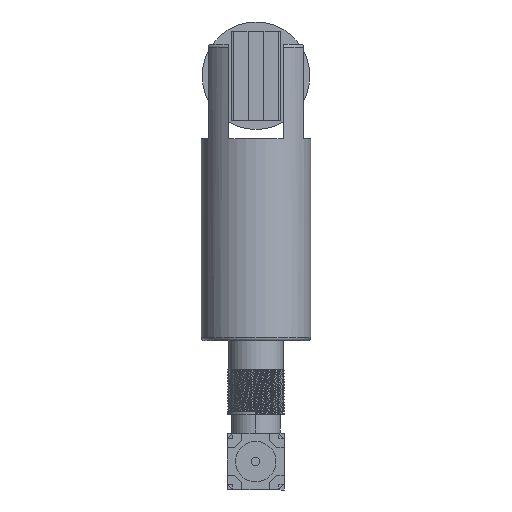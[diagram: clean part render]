
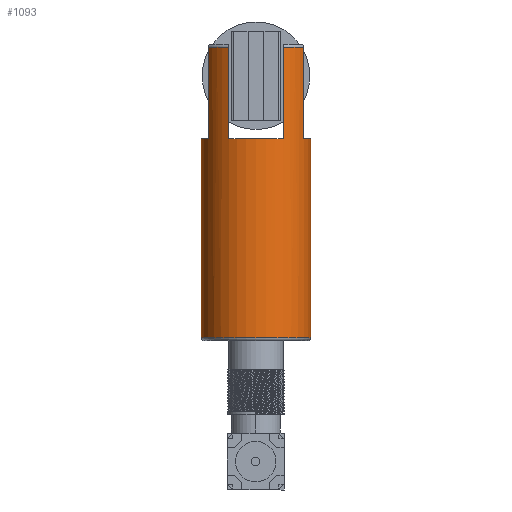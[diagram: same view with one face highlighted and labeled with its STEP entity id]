
A CAD part, front view. The second image highlights one B-rep face of the part: STEP entity #1093.
In plain terms, the highlighted cylindrical face has radius 6.096 mm (diameter 12.192 mm), a partial arc.
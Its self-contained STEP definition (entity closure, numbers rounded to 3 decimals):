
#2 = AXIS2_PLACEMENT_3D ( 'NONE', #3822, #7390, #5646 ) ;
#155 = CARTESIAN_POINT ( 'NONE',  ( 0., 0., 22.37 ) ) ;
#167 = CARTESIAN_POINT ( 'NONE',  ( -6.096, 0., 0.35 ) ) ;
#168 = CYLINDRICAL_SURFACE ( 'NONE', #5554, 6.096 ) ;
#186 = VERTEX_POINT ( 'NONE', #3242 ) ;
#273 = DIRECTION ( 'NONE',  ( 0., 0., -1. ) ) ;
#391 = DIRECTION ( 'NONE',  ( 0., 0., 1. ) ) ;
#406 = EDGE_CURVE ( 'NONE', #4179, #1439, #4192, .T. ) ;
#450 = ORIENTED_EDGE ( 'NONE', *, *, #1532, .T. ) ;
#508 = EDGE_CURVE ( 'NONE', #4489, #6538, #3192, .T. ) ;
#626 = ORIENTED_EDGE ( 'NONE', *, *, #4295, .T. ) ;
#790 = ORIENTED_EDGE ( 'NONE', *, *, #7536, .F. ) ;
#875 = VECTOR ( 'NONE', #5403, 1000. ) ;
#890 = DIRECTION ( 'NONE',  ( 0., 0., -1. ) ) ;
#930 = AXIS2_PLACEMENT_3D ( 'NONE', #6235, #391, #3261 ) ;
#962 = CARTESIAN_POINT ( 'NONE',  ( -3.045, -5.281, 22.37 ) ) ;
#1093 = ADVANCED_FACE ( 'NONE', ( #5468 ), #168, .T. ) ;
#1134 = ORIENTED_EDGE ( 'NONE', *, *, #406, .T. ) ;
#1288 = CARTESIAN_POINT ( 'NONE',  ( 5.31, -2.994, 0. ) ) ;
#1294 = EDGE_CURVE ( 'NONE', #6141, #6942, #5918, .T. ) ;
#1356 = VECTOR ( 'NONE', #890, 1000. ) ;
#1386 = LINE ( 'NONE', #4957, #3346 ) ;
#1439 = VERTEX_POINT ( 'NONE', #1952 ) ;
#1483 = LINE ( 'NONE', #2711, #3628 ) ;
#1486 = CARTESIAN_POINT ( 'NONE',  ( 0., 0., 22.37 ) ) ;
#1532 = EDGE_CURVE ( 'NONE', #6942, #4708, #1483, .T. ) ;
#1568 = AXIS2_PLACEMENT_3D ( 'NONE', #1671, #1637, #3973 ) ;
#1580 = ORIENTED_EDGE ( 'NONE', *, *, #2644, .F. ) ;
#1637 = DIRECTION ( 'NONE',  ( 0., 0., -1. ) ) ;
#1671 = CARTESIAN_POINT ( 'NONE',  ( 0., 0., 0.35 ) ) ;
#1830 = CARTESIAN_POINT ( 'NONE',  ( 6.096, 0., 0. ) ) ;
#1905 = CARTESIAN_POINT ( 'NONE',  ( -5.31, -2.994, 22.37 ) ) ;
#1952 = CARTESIAN_POINT ( 'NONE',  ( 5.31, -2.994, 32.52 ) ) ;
#2057 = VERTEX_POINT ( 'NONE', #3188 ) ;
#2067 = DIRECTION ( 'NONE',  ( 0., 0., -1. ) ) ;
#2177 = EDGE_CURVE ( 'NONE', #6141, #3109, #6204, .T. ) ;
#2235 = AXIS2_PLACEMENT_3D ( 'NONE', #2797, #5078, #6911 ) ;
#2239 = CARTESIAN_POINT ( 'NONE',  ( 3.045, -5.281, 22.37 ) ) ;
#2259 = EDGE_CURVE ( 'NONE', #2057, #5794, #4205, .T. ) ;
#2506 = DIRECTION ( 'NONE',  ( -1., 0., 0. ) ) ;
#2644 = EDGE_CURVE ( 'NONE', #5794, #4708, #3029, .T. ) ;
#2711 = CARTESIAN_POINT ( 'NONE',  ( -6.096, 0., 0. ) ) ;
#2797 = CARTESIAN_POINT ( 'NONE',  ( 0., 0., 22.37 ) ) ;
#2930 = CIRCLE ( 'NONE', #4298, 6.096 ) ;
#2958 = AXIS2_PLACEMENT_3D ( 'NONE', #155, #273, #3095 ) ;
#3029 = CIRCLE ( 'NONE', #1568, 6.096 ) ;
#3070 = CARTESIAN_POINT ( 'NONE',  ( 3.045, -5.281, 0. ) ) ;
#3095 = DIRECTION ( 'NONE',  ( -1., 0., 0. ) ) ;
#3109 = VERTEX_POINT ( 'NONE', #5057 ) ;
#3158 = ORIENTED_EDGE ( 'NONE', *, *, #5180, .F. ) ;
#3188 = CARTESIAN_POINT ( 'NONE',  ( 6.096, 0., 22.37 ) ) ;
#3192 = CIRCLE ( 'NONE', #2958, 6.096 ) ;
#3242 = CARTESIAN_POINT ( 'NONE',  ( 3.045, -5.281, 32.52 ) ) ;
#3261 = DIRECTION ( 'NONE',  ( 1., 0., 0. ) ) ;
#3283 = VERTEX_POINT ( 'NONE', #3503 ) ;
#3298 = DIRECTION ( 'NONE',  ( 0., 0., 1. ) ) ;
#3346 = VECTOR ( 'NONE', #4884, 1000. ) ;
#3347 = EDGE_CURVE ( 'NONE', #186, #1439, #4979, .T. ) ;
#3373 = DIRECTION ( 'NONE',  ( 0., 0., -1. ) ) ;
#3375 = ORIENTED_EDGE ( 'NONE', *, *, #3347, .F. ) ;
#3503 = CARTESIAN_POINT ( 'NONE',  ( -3.045, -5.281, 32.52 ) ) ;
#3628 = VECTOR ( 'NONE', #2067, 1000. ) ;
#3647 = DIRECTION ( 'NONE',  ( 0., 0., -1. ) ) ;
#3687 = ORIENTED_EDGE ( 'NONE', *, *, #2177, .F. ) ;
#3822 = CARTESIAN_POINT ( 'NONE',  ( 0., 0., 32.52 ) ) ;
#3846 = ORIENTED_EDGE ( 'NONE', *, *, #1294, .T. ) ;
#3901 = DIRECTION ( 'NONE',  ( 1., 0., 0. ) ) ;
#3948 = VECTOR ( 'NONE', #3298, 1000. ) ;
#3973 = DIRECTION ( 'NONE',  ( -1., 0., 0. ) ) ;
#4179 = VERTEX_POINT ( 'NONE', #5411 ) ;
#4192 = LINE ( 'NONE', #1288, #875 ) ;
#4205 = LINE ( 'NONE', #1830, #5867 ) ;
#4295 = EDGE_CURVE ( 'NONE', #3283, #3109, #7108, .T. ) ;
#4298 = AXIS2_PLACEMENT_3D ( 'NONE', #1486, #6282, #3901 ) ;
#4489 = VERTEX_POINT ( 'NONE', #2239 ) ;
#4664 = EDGE_CURVE ( 'NONE', #186, #4489, #5505, .T. ) ;
#4708 = VERTEX_POINT ( 'NONE', #167 ) ;
#4884 = DIRECTION ( 'NONE',  ( 0., 0., -1. ) ) ;
#4957 = CARTESIAN_POINT ( 'NONE',  ( -3.045, -5.281, 0. ) ) ;
#4979 = CIRCLE ( 'NONE', #930, 6.096 ) ;
#5057 = CARTESIAN_POINT ( 'NONE',  ( -5.31, -2.994, 32.52 ) ) ;
#5078 = DIRECTION ( 'NONE',  ( 0., 0., -1. ) ) ;
#5118 = CARTESIAN_POINT ( 'NONE',  ( -5.31, -2.994, 0. ) ) ;
#5169 = CARTESIAN_POINT ( 'NONE',  ( 6.096, 0., 0.35 ) ) ;
#5180 = EDGE_CURVE ( 'NONE', #3283, #6538, #1386, .T. ) ;
#5191 = EDGE_LOOP ( 'NONE', ( #6515, #790, #1134, #3375, #7468, #5328, #3158, #626, #3687, #3846, #450, #1580 ) ) ;
#5328 = ORIENTED_EDGE ( 'NONE', *, *, #508, .T. ) ;
#5403 = DIRECTION ( 'NONE',  ( 0., 0., 1. ) ) ;
#5411 = CARTESIAN_POINT ( 'NONE',  ( 5.31, -2.994, 22.37 ) ) ;
#5468 = FACE_OUTER_BOUND ( 'NONE', #5191, .T. ) ;
#5505 = LINE ( 'NONE', #3070, #1356 ) ;
#5554 = AXIS2_PLACEMENT_3D ( 'NONE', #7301, #3647, #2506 ) ;
#5646 = DIRECTION ( 'NONE',  ( -1., 0., 0. ) ) ;
#5742 = CARTESIAN_POINT ( 'NONE',  ( -6.096, 0., 22.37 ) ) ;
#5794 = VERTEX_POINT ( 'NONE', #5169 ) ;
#5867 = VECTOR ( 'NONE', #3373, 1000. ) ;
#5918 = CIRCLE ( 'NONE', #2235, 6.096 ) ;
#6141 = VERTEX_POINT ( 'NONE', #1905 ) ;
#6204 = LINE ( 'NONE', #5118, #3948 ) ;
#6235 = CARTESIAN_POINT ( 'NONE',  ( 0., 0., 32.52 ) ) ;
#6282 = DIRECTION ( 'NONE',  ( 0., 0., 1. ) ) ;
#6515 = ORIENTED_EDGE ( 'NONE', *, *, #2259, .F. ) ;
#6538 = VERTEX_POINT ( 'NONE', #962 ) ;
#6911 = DIRECTION ( 'NONE',  ( -1., 0., 0. ) ) ;
#6942 = VERTEX_POINT ( 'NONE', #5742 ) ;
#7108 = CIRCLE ( 'NONE', #2, 6.096 ) ;
#7301 = CARTESIAN_POINT ( 'NONE',  ( 0., 0., 0. ) ) ;
#7390 = DIRECTION ( 'NONE',  ( 0., 0., -1. ) ) ;
#7468 = ORIENTED_EDGE ( 'NONE', *, *, #4664, .T. ) ;
#7536 = EDGE_CURVE ( 'NONE', #4179, #2057, #2930, .T. ) ;
